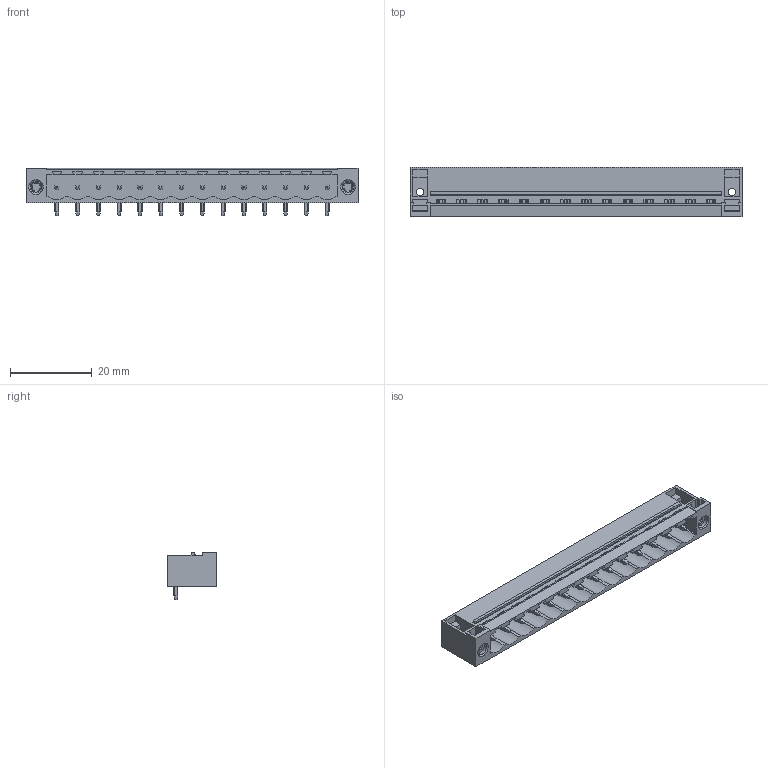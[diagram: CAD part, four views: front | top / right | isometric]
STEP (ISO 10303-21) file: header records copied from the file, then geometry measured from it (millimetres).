
FILE_DESCRIPTION(('CATIA V5 STEP Exchange','CAx-IF Rec.Pracs.--- Model Styling and Organization---1.2---2011-12-15'),'2;1');
FILE_NAME ('D1449304_0', '2018-10-27T04:38:14+00:00', ('none'), ('Weidmueller'), 'CATIA Version 5-6 Release 2014', 'CATIA V5 STEP AP214', 'none');
FILE_SCHEMA(('AUTOMOTIVE_DESIGN { 1 0 10303 214 1 1 1 1 }'));
Length unit declared in the file: millimetre
Products named in the file (1): 1150220000
Bounding box: 81.12 x 12 x 11.63 mm (x, y, z)
Volume: 3832 mm3; surface area: 6551.6 mm2
Topology: 17 solids, 17 shells, 785 faces, 2173 edges, 1398 vertices
Faces by surface type: plane 509, cylinder 260, cone 16
Entity records: 22838 total; most frequent: CARTESIAN_POINT 5051, ORIENTED_EDGE 4346, DIRECTION 2493, EDGE_CURVE 2167, VECTOR 1523, LINE 1523, VERTEX_POINT 1390, EDGE_LOOP 833
